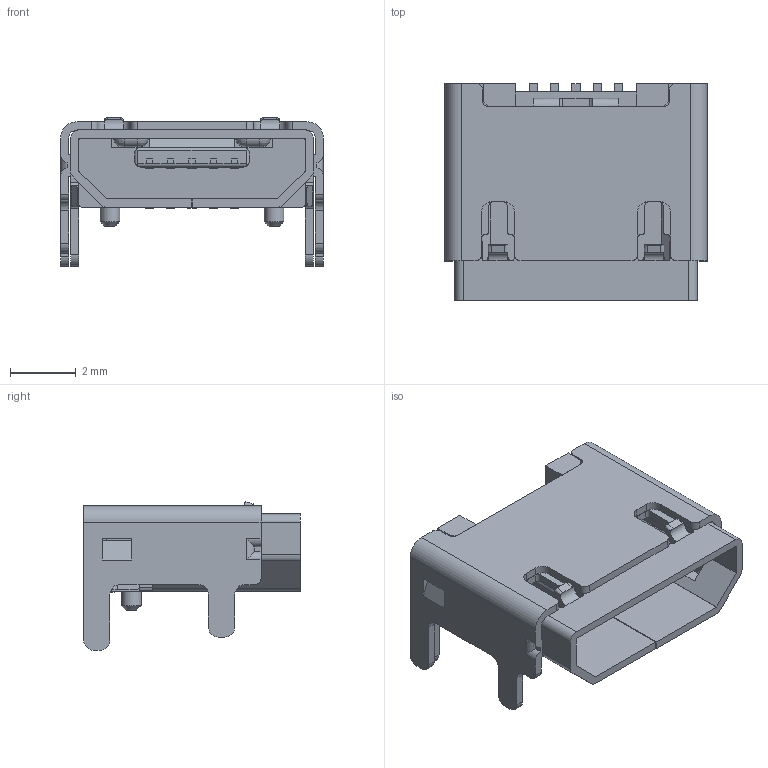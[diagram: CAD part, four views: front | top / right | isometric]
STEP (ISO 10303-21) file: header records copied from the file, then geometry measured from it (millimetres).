
FILE_DESCRIPTION(('FreeCAD Model'),'2;1');
FILE_NAME('Open CASCADE Shape Model','2023-10-26T14:13:47',( 'kicad StepUp'),('ksu MCAD'),'Open CASCADE STEP processor 7.6', 'FreeCAD','Unknown');
FILE_SCHEMA(('AUTOMOTIVE_DESIGN { 1 0 10303 214 1 1 1 1 }'));
Length unit declared in the file: millimetre
Products named in the file (1): 629105150521 (rev1)1_001
Bounding box: 8 x 6.6 x 4.52 mm (x, y, z)
Volume: 75.4 mm3; surface area: 518.4 mm2
Topology: 8 solids, 8 shells, 597 faces, 1734 edges, 1131 vertices
Faces by surface type: plane 379, cylinder 186, bspline 14, revolution 8, torus 8, cone 2
Full cylindrical faces by diameter (mm): 0.6 x2
Entity records: 24033 total; most frequent: CARTESIAN_POINT 3777, ORIENTED_EDGE 3468, DIRECTION 3229, EDGE_CURVE 1734, LINE 1319, VECTOR 1319, VERTEX_POINT 1131, AXIS2_PLACEMENT_3D 951
